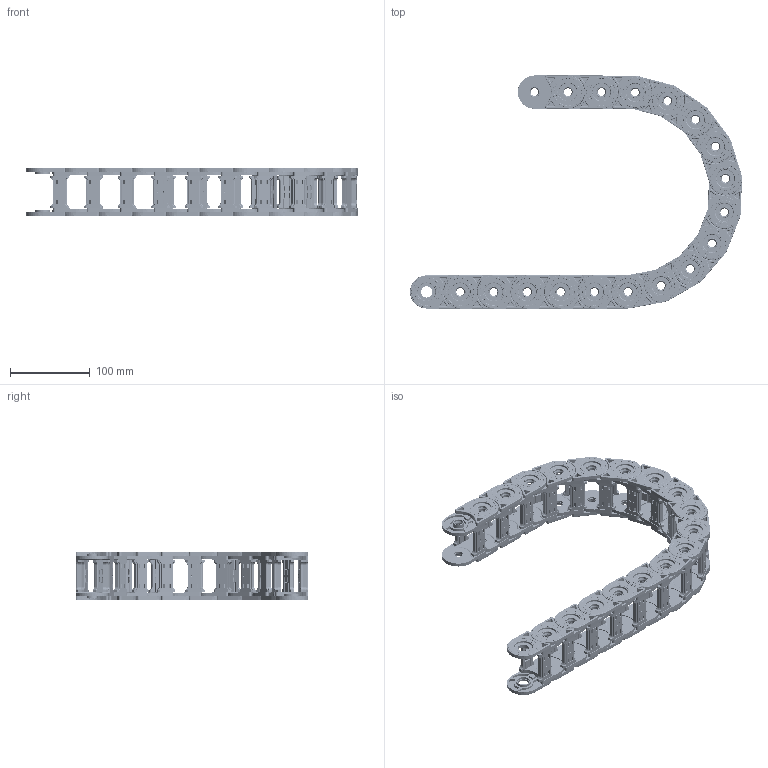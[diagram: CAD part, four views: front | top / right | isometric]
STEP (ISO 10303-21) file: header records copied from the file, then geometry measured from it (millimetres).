
FILE_DESCRIPTION (( 'STEP AP214' ), '1' );
FILE_NAME ('CK25-A040-R075.STEP', '2019-09-09T12:22:05', ( '' ), ( '' ), 'SwSTEP 2.0', 'SolidWorks 2017', '' );
FILE_SCHEMA (( 'AUTOMOTIVE_DESIGN' ));
Length unit declared in the file: millimetre
Products named in the file (2): CK25-A040-R075; CK25-A40
Assembly tree (18 placements, depth 2):
  CK25-A040-R075
    CK25-A40  x18
Bounding box: 415.29 x 291.4 x 60.95 mm (x, y, z)
Volume: 101303.3 mm3; surface area: 490594.3 mm2
Topology: 36 solids, 72 shells, 16524 faces, 40968 edges, 24804 vertices
Faces by surface type: cylinder 6444, plane 5544, torus 1908, bspline 1836, sphere 720, cone 72
Entity records: 36045 total; most frequent: CARTESIAN_POINT 14831, ORIENTED_EDGE 4480, DIRECTION 4340, EDGE_CURVE 2240, AXIS2_PLACEMENT_3D 1625, VERTEX_POINT 1374, LINE 1090, VECTOR 1090
